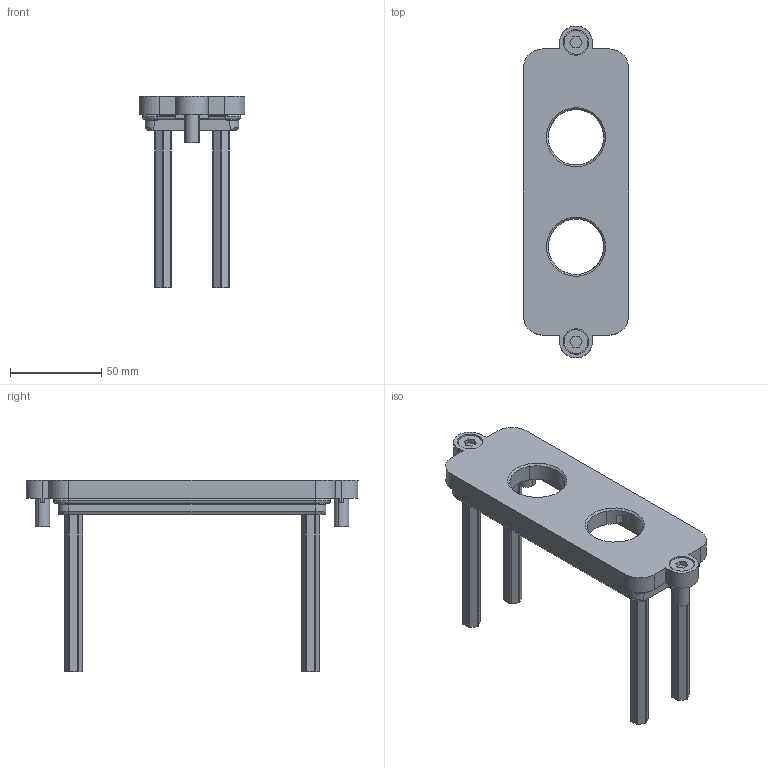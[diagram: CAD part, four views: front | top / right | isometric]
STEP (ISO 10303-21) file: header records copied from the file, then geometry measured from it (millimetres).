
FILE_DESCRIPTION(('CATIA V5 STEP Exchange','CAx-IF Rec.Pracs.--- Model Styling and Organization---1.4--- 2014-01-23'),'2;1');
FILE_NAME ('006713-2_1', '2020-02-10T18:47:59+00:00', ('none'), ('Weidmueller'), 'CATIA Version 5-6 Release 2016 SP3 HF44', 'CATIA V5 STEP AP214', 'none');
FILE_SCHEMA(('AUTOMOTIVE_DESIGN { 1 0 10303 214 1 1 1 1 }'));
Length unit declared in the file: millimetre
Products named in the file (1): 1120000000
Bounding box: 58 x 182 x 105 mm (x, y, z)
Volume: 124336.2 mm3; surface area: 51888 mm2
Topology: 8 solids, 8 shells, 348 faces, 837 edges, 534 vertices
Faces by surface type: cylinder 145, plane 143, cone 32, torus 28
Entity records: 9266 total; most frequent: CARTESIAN_POINT 1764, ORIENTED_EDGE 1658, DIRECTION 1225, EDGE_CURVE 829, AXIS2_PLACEMENT_3D 587, VERTEX_POINT 534, VECTOR 427, LINE 427
